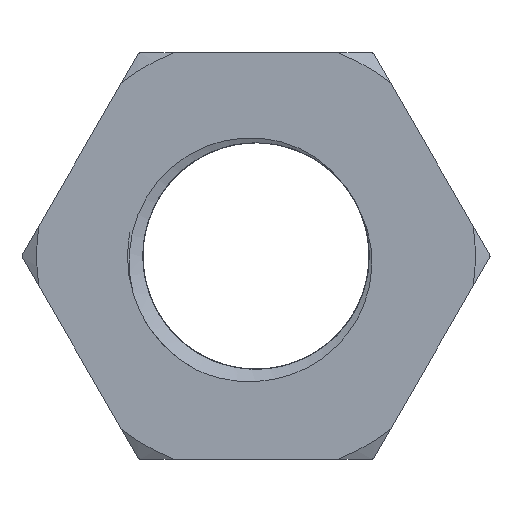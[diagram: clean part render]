
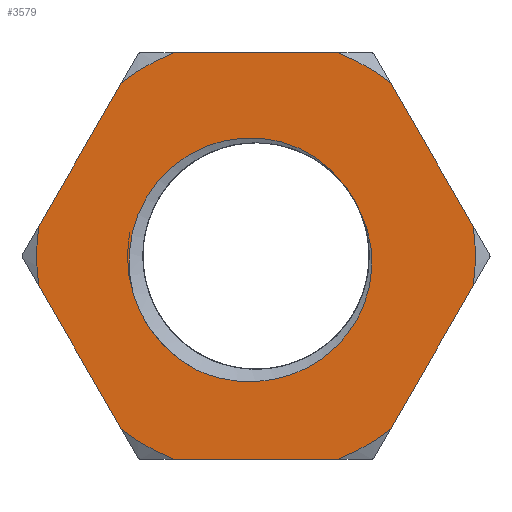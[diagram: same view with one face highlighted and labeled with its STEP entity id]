
A CAD part, left-side view. The second image highlights one B-rep face of the part: STEP entity #3579.
In plain terms, the highlighted planar face has unit normal (-1, 0, 0).
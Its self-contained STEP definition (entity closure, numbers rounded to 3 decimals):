
#121=DIRECTION('',(0.,-0.5,0.866));
#122=VECTOR('',#121,10.973);
#123=CARTESIAN_POINT('',(0.,14.391,1.974));
#124=LINE('',#123,#122);
#125=CARTESIAN_POINT('',(0.,0.,0.));
#126=DIRECTION('',(-1.,0.,0.));
#127=DIRECTION('',(0.,0.378,0.926));
#128=AXIS2_PLACEMENT_3D('',#125,#126,#127);
#130=DIRECTION('',(0.,-1.,0.));
#131=VECTOR('',#130,10.973);
#132=CARTESIAN_POINT('',(0.,5.487,13.45));
#133=LINE('',#132,#131);
#134=CARTESIAN_POINT('',(0.,0.,0.));
#135=DIRECTION('',(-1.,0.,0.));
#136=DIRECTION('',(0.,-0.613,0.79));
#137=AXIS2_PLACEMENT_3D('',#134,#135,#136);
#139=DIRECTION('',(0.,-0.5,-0.866));
#140=VECTOR('',#139,10.973);
#141=CARTESIAN_POINT('',(0.,-8.905,11.476));
#142=LINE('',#141,#140);
#143=DIRECTION('',(0.,0.5,-0.866));
#144=VECTOR('',#143,10.973);
#145=CARTESIAN_POINT('',(0.,-14.391,-1.974));
#146=LINE('',#145,#144);
#147=CARTESIAN_POINT('',(0.,0.,0.));
#148=DIRECTION('',(-1.,0.,0.));
#149=DIRECTION('',(0.,-0.378,-0.926));
#150=AXIS2_PLACEMENT_3D('',#147,#148,#149);
#152=DIRECTION('',(0.,1.,0.));
#153=VECTOR('',#152,10.973);
#154=CARTESIAN_POINT('',(0.,-5.487,-13.45));
#155=LINE('',#154,#153);
#156=CARTESIAN_POINT('',(0.,0.,0.));
#157=DIRECTION('',(-1.,0.,0.));
#158=DIRECTION('',(0.,0.613,-0.79));
#159=AXIS2_PLACEMENT_3D('',#156,#157,#158);
#161=DIRECTION('',(0.,0.5,0.866));
#162=VECTOR('',#161,10.973);
#163=CARTESIAN_POINT('',(0.,8.905,-11.476));
#164=LINE('',#163,#162);
#165=CARTESIAN_POINT('',(0.,0.,0.));
#166=DIRECTION('',(1.,0.,0.));
#167=DIRECTION('',(0.,-0.758,0.652));
#168=AXIS2_PLACEMENT_3D('',#165,#166,#167);
#170=CARTESIAN_POINT('',(0.,8.131,-2.532));
#171=CARTESIAN_POINT('',(0.,8.24,-2.12));
#172=CARTESIAN_POINT('',(0.,8.394,-1.291));
#173=CARTESIAN_POINT('',(0.,8.437,-0.017));
#174=CARTESIAN_POINT('',(0.,8.288,1.238));
#175=CARTESIAN_POINT('',(0.,7.957,2.446));
#176=CARTESIAN_POINT('',(0.,7.446,3.594));
#177=CARTESIAN_POINT('',(0.,6.778,4.637));
#178=CARTESIAN_POINT('',(0.,5.958,5.569));
#179=CARTESIAN_POINT('',(0.,5.016,6.359));
#180=CARTESIAN_POINT('',(0.,3.97,6.995));
#181=CARTESIAN_POINT('',(0.,2.843,7.463));
#182=CARTESIAN_POINT('',(0.,1.667,7.752));
#183=CARTESIAN_POINT('',(0.,0.467,7.859));
#184=CARTESIAN_POINT('',(0.,-0.731,7.781));
#185=CARTESIAN_POINT('',(0.,-1.892,7.525));
#186=CARTESIAN_POINT('',(0.,-3.,7.093));
#187=CARTESIAN_POINT('',(0.,-4.018,6.503));
#188=CARTESIAN_POINT('',(0.,-4.931,5.766));
#189=CARTESIAN_POINT('',(0.,-5.45,5.195));
#190=CARTESIAN_POINT('',(0.,-5.688,4.888));
#192=CARTESIAN_POINT('',(0.,4.004,-7.523));
#193=CARTESIAN_POINT('',(0.,4.295,-7.368));
#194=CARTESIAN_POINT('',(0.,4.856,-7.025));
#195=CARTESIAN_POINT('',(0.,5.633,-6.418));
#196=CARTESIAN_POINT('',(0.,6.358,-5.702));
#197=CARTESIAN_POINT('',(0.,7.041,-4.842));
#198=CARTESIAN_POINT('',(0.,7.664,-3.787));
#199=CARTESIAN_POINT('',(0.,7.995,-2.972));
#200=CARTESIAN_POINT('',(0.,8.131,-2.532));
#202=CARTESIAN_POINT('',(0.,-6.887,2.97));
#203=CARTESIAN_POINT('',(0.,-7.044,2.654));
#204=CARTESIAN_POINT('',(0.,-7.31,2.011));
#205=CARTESIAN_POINT('',(0.,-7.572,0.999));
#206=CARTESIAN_POINT('',(0.,-7.693,-0.025));
#207=CARTESIAN_POINT('',(0.,-7.676,-1.071));
#208=CARTESIAN_POINT('',(0.,-7.511,-2.143));
#209=CARTESIAN_POINT('',(0.,-7.174,-3.247));
#210=CARTESIAN_POINT('',(0.,-6.654,-4.329));
#211=CARTESIAN_POINT('',(0.,-5.973,-5.323));
#212=CARTESIAN_POINT('',(0.,-5.153,-6.2));
#213=CARTESIAN_POINT('',(0.,-4.213,-6.945));
#214=CARTESIAN_POINT('',(0.,-3.168,-7.547));
#215=CARTESIAN_POINT('',(0.,-2.029,-7.993));
#216=CARTESIAN_POINT('',(0.,-0.837,-8.265));
#217=CARTESIAN_POINT('',(0.,0.394,-8.36));
#218=CARTESIAN_POINT('',(0.,1.631,-8.271));
#219=CARTESIAN_POINT('',(0.,2.845,-8.));
#220=CARTESIAN_POINT('',(0.,3.622,-7.703));
#221=CARTESIAN_POINT('',(0.,4.004,-7.523));
#237=CARTESIAN_POINT('',(0.,0.,0.));
#238=DIRECTION('',(-1.,0.,0.));
#239=DIRECTION('',(0.,0.991,0.136));
#240=AXIS2_PLACEMENT_3D('',#237,#238,#239);
#263=CARTESIAN_POINT('',(0.,0.,0.));
#264=DIRECTION('',(-1.,0.,0.));
#265=DIRECTION('',(0.,-0.991,-0.136));
#266=AXIS2_PLACEMENT_3D('',#263,#264,#265);
#3337=CARTESIAN_POINT('',(0.,8.905,-11.476));
#3338=CARTESIAN_POINT('',(0.,5.487,-13.45));
#3339=VERTEX_POINT('',#3337);
#3340=VERTEX_POINT('',#3338);
#3341=CARTESIAN_POINT('',(0.,-5.487,-13.45));
#3342=CARTESIAN_POINT('',(0.,-8.905,-11.476));
#3343=VERTEX_POINT('',#3341);
#3344=VERTEX_POINT('',#3342);
#3345=CARTESIAN_POINT('',(0.,-8.905,11.476));
#3346=CARTESIAN_POINT('',(0.,-5.487,13.45));
#3347=VERTEX_POINT('',#3345);
#3348=VERTEX_POINT('',#3346);
#3349=CARTESIAN_POINT('',(0.,5.487,13.45));
#3350=CARTESIAN_POINT('',(0.,8.905,11.476));
#3351=VERTEX_POINT('',#3349);
#3352=VERTEX_POINT('',#3350);
#3369=CARTESIAN_POINT('',(0.,14.391,-1.974));
#3370=VERTEX_POINT('',#3369);
#3371=CARTESIAN_POINT('',(0.,14.391,1.974));
#3372=VERTEX_POINT('',#3371);
#3373=CARTESIAN_POINT('',(0.,-14.391,1.974));
#3374=VERTEX_POINT('',#3373);
#3375=CARTESIAN_POINT('',(0.,-14.391,-1.974));
#3376=VERTEX_POINT('',#3375);
#3419=VERTEX_POINT('',#192);
#3420=VERTEX_POINT('',#200);
#3509=CARTESIAN_POINT('',(0.,-5.688,4.888));
#3510=CARTESIAN_POINT('',(0.,-6.887,2.97));
#3511=VERTEX_POINT('',#3509);
#3512=VERTEX_POINT('',#3510);
#3538=CARTESIAN_POINT('',(0.,0.,0.));
#3539=DIRECTION('',(1.,0.,0.));
#3540=DIRECTION('',(0.,0.,-1.));
#3541=AXIS2_PLACEMENT_3D('',#3538,#3539,#3540);
#3542=PLANE('',#3541);
#3544=ORIENTED_EDGE('',*,*,#3543,.F.);
#3546=ORIENTED_EDGE('',*,*,#3545,.T.);
#3548=ORIENTED_EDGE('',*,*,#3547,.F.);
#3550=ORIENTED_EDGE('',*,*,#3549,.T.);
#3552=ORIENTED_EDGE('',*,*,#3551,.F.);
#3554=ORIENTED_EDGE('',*,*,#3553,.T.);
#3556=ORIENTED_EDGE('',*,*,#3555,.F.);
#3558=ORIENTED_EDGE('',*,*,#3557,.T.);
#3560=ORIENTED_EDGE('',*,*,#3559,.F.);
#3562=ORIENTED_EDGE('',*,*,#3561,.T.);
#3564=ORIENTED_EDGE('',*,*,#3563,.F.);
#3566=ORIENTED_EDGE('',*,*,#3565,.T.);
#3567=EDGE_LOOP('',(#3544,#3546,#3548,#3550,#3552,#3554,#3556,#3558,#3560,#3562,
#3564,#3566));
#3568=FACE_OUTER_BOUND('',#3567,.F.);
#3570=ORIENTED_EDGE('',*,*,#3569,.F.);
#3572=ORIENTED_EDGE('',*,*,#3571,.F.);
#3574=ORIENTED_EDGE('',*,*,#3573,.F.);
#3576=ORIENTED_EDGE('',*,*,#3575,.F.);
#3577=EDGE_LOOP('',(#3570,#3572,#3574,#3576));
#3578=FACE_BOUND('',#3577,.F.);
#129=CIRCLE('',#128,14.526);
#138=CIRCLE('',#137,14.526);
#151=CIRCLE('',#150,14.526);
#160=CIRCLE('',#159,14.526);
#169=CIRCLE('',#168,7.5);
#191=B_SPLINE_CURVE_WITH_KNOTS('',3,(#170,#171,#172,#173,#174,#175,#176,#177,
#178,#179,#180,#181,#182,#183,#184,#185,#186,#187,#188,#189,#190),.UNSPECIFIED.,
.F.,.F.,(4,1,1,1,1,1,1,1,1,1,1,1,1,1,1,1,1,1,4),(0.,0.056,
0.111,0.167,0.222,0.278,
0.333,0.389,0.444,0.5,0.556,
0.611,0.667,0.722,0.778,
0.833,0.889,0.944,1.),.UNSPECIFIED.);
#201=B_SPLINE_CURVE_WITH_KNOTS('',3,(#192,#193,#194,#195,#196,#197,#198,#199,
#200),.UNSPECIFIED.,.F.,.F.,(4,1,1,1,1,1,4),(0.,0.167,
0.333,0.5,0.667,0.833,1.),
.UNSPECIFIED.);
#222=B_SPLINE_CURVE_WITH_KNOTS('',3,(#202,#203,#204,#205,#206,#207,#208,#209,
#210,#211,#212,#213,#214,#215,#216,#217,#218,#219,#220,#221),.UNSPECIFIED.,.F.,
.F.,(4,1,1,1,1,1,1,1,1,1,1,1,1,1,1,1,1,4),(0.,0.059,
0.118,0.176,0.235,0.294,
0.353,0.412,0.471,0.529,
0.588,0.647,0.706,0.765,
0.824,0.882,0.941,1.),.UNSPECIFIED.);
#241=CIRCLE('',#240,14.526);
#267=CIRCLE('',#266,14.526);
#3543=EDGE_CURVE('',#3372,#3370,#241,.T.);
#3545=EDGE_CURVE('',#3372,#3352,#124,.T.);
#3547=EDGE_CURVE('',#3351,#3352,#129,.T.);
#3549=EDGE_CURVE('',#3351,#3348,#133,.T.);
#3551=EDGE_CURVE('',#3347,#3348,#138,.T.);
#3553=EDGE_CURVE('',#3347,#3374,#142,.T.);
#3555=EDGE_CURVE('',#3376,#3374,#267,.T.);
#3557=EDGE_CURVE('',#3376,#3344,#146,.T.);
#3559=EDGE_CURVE('',#3343,#3344,#151,.T.);
#3561=EDGE_CURVE('',#3343,#3340,#155,.T.);
#3563=EDGE_CURVE('',#3339,#3340,#160,.T.);
#3565=EDGE_CURVE('',#3339,#3370,#164,.T.);
#3569=EDGE_CURVE('',#3511,#3512,#169,.T.);
#3571=EDGE_CURVE('',#3420,#3511,#191,.T.);
#3573=EDGE_CURVE('',#3419,#3420,#201,.T.);
#3575=EDGE_CURVE('',#3512,#3419,#222,.T.);
#3579=ADVANCED_FACE('',(#3568,#3578),#3542,.F.);
